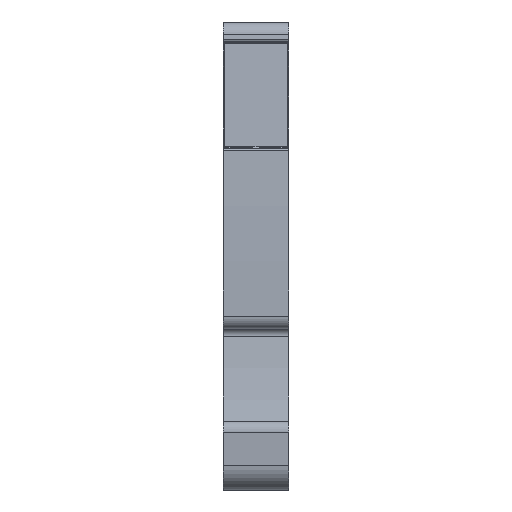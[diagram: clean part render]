
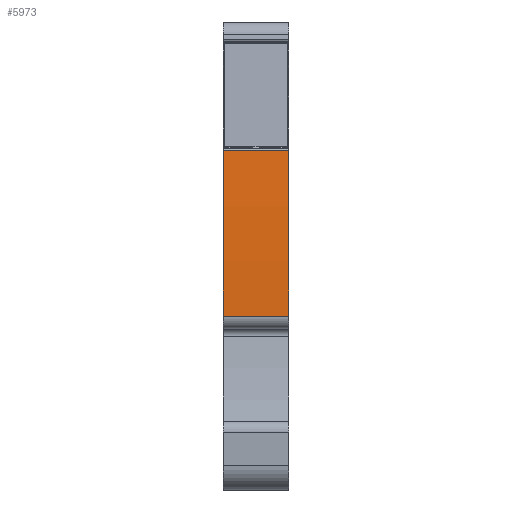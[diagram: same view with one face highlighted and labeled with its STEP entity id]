
A CAD part, front view. The second image highlights one B-rep face of the part: STEP entity #5973.
In plain terms, the highlighted cylindrical face has radius 154.9 mm (diameter 309.8 mm), a partial arc.
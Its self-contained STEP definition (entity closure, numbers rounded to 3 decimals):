
#4146=AXIS2_PLACEMENT_3D('Cylinder Axis2P3D',#4143,#4144,#4145) ;
#5934=AXIS2_PLACEMENT_3D('Circle Axis2P3D',#5932,#5933,$) ;
#5941=AXIS2_PLACEMENT_3D('Circle Axis2P3D',#5939,#5940,$) ;
#5948=AXIS2_PLACEMENT_3D('Circle Axis2P3D',#5946,#5947,$) ;
#5962=AXIS2_PLACEMENT_3D('Circle Axis2P3D',#5960,#5961,$) ;
#4143=CARTESIAN_POINT('Axis2P3D Location',(2.55,156.387,17.05)) ;
#5910=CARTESIAN_POINT('Vertex',(5.1,1.761,26.266)) ;
#5917=CARTESIAN_POINT('Vertex',(0.,1.761,26.266)) ;
#5920=CARTESIAN_POINT('Line Origine',(2.55,1.761,26.266)) ;
#5932=CARTESIAN_POINT('Axis2P3D Location',(5.1,156.387,17.05)) ;
#5936=CARTESIAN_POINT('Vertex',(5.1,1.528,13.45)) ;
#5939=CARTESIAN_POINT('Axis2P3D Location',(0.,156.387,17.05)) ;
#5943=CARTESIAN_POINT('Vertex',(0.,1.528,13.45)) ;
#5946=CARTESIAN_POINT('Axis2P3D Location',(0.,156.387,17.05)) ;
#5950=CARTESIAN_POINT('Vertex',(0.,1.529,13.427)) ;
#5953=CARTESIAN_POINT('Line Origine',(2.55,1.529,13.427)) ;
#5957=CARTESIAN_POINT('Vertex',(5.1,1.529,13.427)) ;
#5960=CARTESIAN_POINT('Axis2P3D Location',(5.1,156.387,17.05)) ;
#4144=DIRECTION('Axis2P3D Direction',(1.,0.,0.)) ;
#4145=DIRECTION('Axis2P3D XDirection',(0.,-0.993,0.118)) ;
#5921=DIRECTION('Vector Direction',(1.,0.,0.)) ;
#5933=DIRECTION('Axis2P3D Direction',(1.,0.,0.)) ;
#5940=DIRECTION('Axis2P3D Direction',(1.,0.,0.)) ;
#5947=DIRECTION('Axis2P3D Direction',(1.,0.,0.)) ;
#5954=DIRECTION('Vector Direction',(1.,0.,0.)) ;
#5961=DIRECTION('Axis2P3D Direction',(1.,0.,0.)) ;
#5922=VECTOR('Line Direction',#5921,1.) ;
#5955=VECTOR('Line Direction',#5954,1.) ;
#5966=ORIENTED_EDGE('',*,*,#5938,.F.) ;
#5967=ORIENTED_EDGE('',*,*,#5924,.F.) ;
#5968=ORIENTED_EDGE('',*,*,#5945,.T.) ;
#5969=ORIENTED_EDGE('',*,*,#5952,.T.) ;
#5970=ORIENTED_EDGE('',*,*,#5959,.T.) ;
#5971=ORIENTED_EDGE('',*,*,#5964,.F.) ;
#5973=ADVANCED_FACE('MLD',(#5972),#4147,.T.) ;
#5935=CIRCLE('generated circle',#5934,154.9) ;
#5942=CIRCLE('generated circle',#5941,154.9) ;
#5949=CIRCLE('generated circle',#5948,154.9) ;
#5963=CIRCLE('generated circle',#5962,154.9) ;
#4147=CYLINDRICAL_SURFACE('generated cylinder',#4146,154.9) ;
#5924=EDGE_CURVE('',#5918,#5911,#5923,.T.) ;
#5938=EDGE_CURVE('',#5911,#5937,#5935,.T.) ;
#5945=EDGE_CURVE('',#5918,#5944,#5942,.T.) ;
#5952=EDGE_CURVE('',#5944,#5951,#5949,.T.) ;
#5959=EDGE_CURVE('',#5951,#5958,#5956,.T.) ;
#5964=EDGE_CURVE('',#5937,#5958,#5963,.T.) ;
#5965=EDGE_LOOP('',(#5966,#5967,#5968,#5969,#5970,#5971)) ;
#5972=FACE_OUTER_BOUND('',#5965,.T.) ;
#5923=LINE('Line',#5920,#5922) ;
#5956=LINE('Line',#5953,#5955) ;
#5911=VERTEX_POINT('',#5910) ;
#5918=VERTEX_POINT('',#5917) ;
#5937=VERTEX_POINT('',#5936) ;
#5944=VERTEX_POINT('',#5943) ;
#5951=VERTEX_POINT('',#5950) ;
#5958=VERTEX_POINT('',#5957) ;
